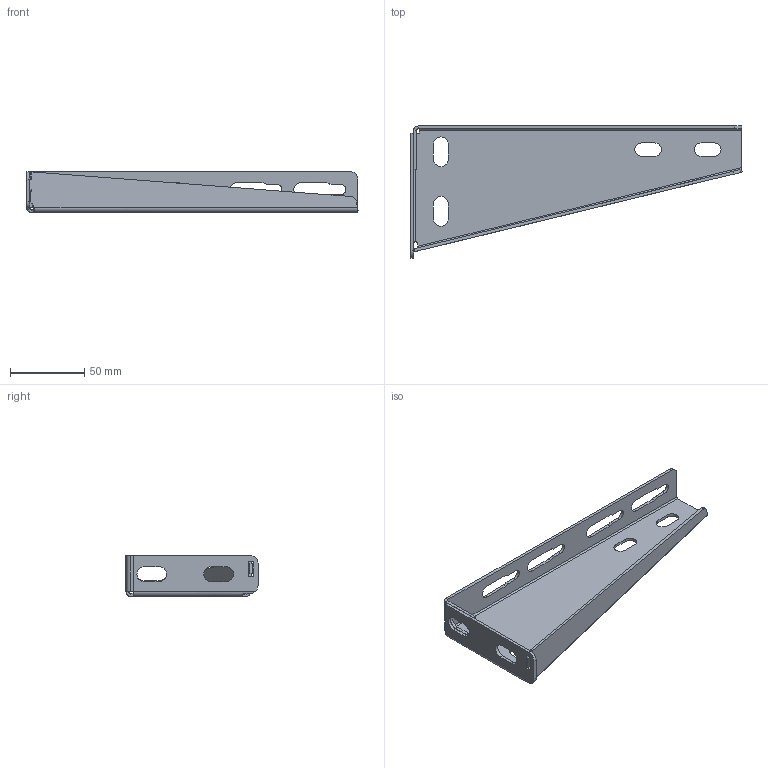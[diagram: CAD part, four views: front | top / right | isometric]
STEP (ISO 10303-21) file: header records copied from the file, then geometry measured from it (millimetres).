
FILE_DESCRIPTION(/* description */ (''),/* implementation_level */ '2;1');
FILE_NAME(/* name */ 'WWS200.stp',/* time_stamp */ '2020-11-04T14:58:59+01:00',/* author */ ('stanislaw.luczak'),/* organization */ (''),/* preprocessor_version */ 'ST-DEVELOPER v18.1',/* originating_system */ 'Autodesk Inventor 2021',/* authorisation */ '');
FILE_SCHEMA (('AUTOMOTIVE_DESIGN { 1 0 10303 214 3 1 1 }'));
Length unit declared in the file: millimetre
Products named in the file (1): WWS200
Bounding box: 223.46 x 88.89 x 27.31 mm (x, y, z)
Volume: 44511.7 mm3; surface area: 47457.5 mm2
Topology: 1 solids, 1 shells, 120 faces, 328 edges, 210 vertices
Faces by surface type: plane 72, cylinder 44, bspline 4
Entity records: 4395 total; most frequent: CARTESIAN_POINT 1227, ORIENTED_EDGE 656, DIRECTION 636, EDGE_CURVE 328, LINE 238, VECTOR 238, VERTEX_POINT 210, AXIS2_PLACEMENT_3D 199
